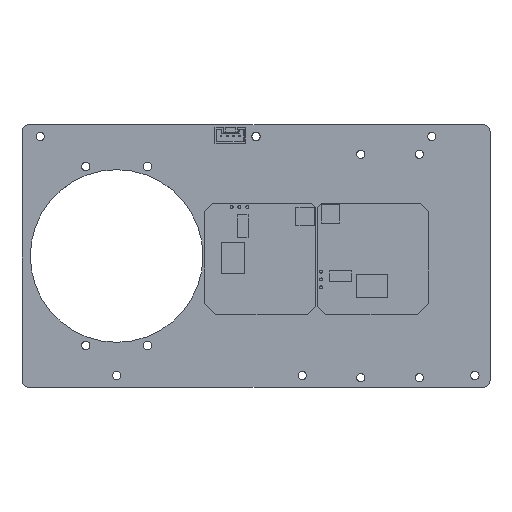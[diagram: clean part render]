
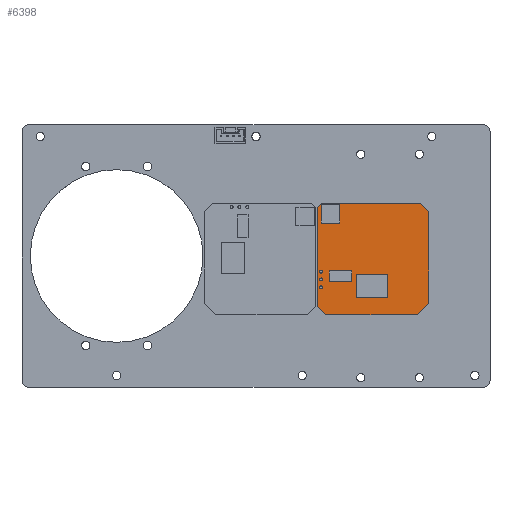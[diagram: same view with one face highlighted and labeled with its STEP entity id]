
A CAD part, top view. The second image highlights one B-rep face of the part: STEP entity #6398.
In plain terms, the highlighted planar face has unit normal (0, 0, 1).
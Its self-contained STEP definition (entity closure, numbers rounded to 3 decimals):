
#6141 = VERTEX_POINT('',#6142);
#6142 = CARTESIAN_POINT('',(-18.098,16.702,1.524));
#6148 = EDGE_CURVE('',#6141,#6149,#6151,.T.);
#6149 = VERTEX_POINT('',#6150);
#6150 = CARTESIAN_POINT('',(-16.702,18.098,1.524));
#6151 = LINE('',#6152,#6153);
#6152 = CARTESIAN_POINT('',(-18.098,16.702,1.524));
#6153 = VECTOR('',#6154,1.);
#6154 = DIRECTION('',(0.707,0.707,0.));
#6179 = EDGE_CURVE('',#6149,#6180,#6182,.T.);
#6180 = VERTEX_POINT('',#6181);
#6181 = CARTESIAN_POINT('',(15.431,18.098,1.524));
#6182 = LINE('',#6183,#6184);
#6183 = CARTESIAN_POINT('',(-16.702,18.098,1.524));
#6184 = VECTOR('',#6185,1.);
#6185 = DIRECTION('',(1.,0.,0.));
#6210 = EDGE_CURVE('',#6180,#6211,#6213,.T.);
#6211 = VERTEX_POINT('',#6212);
#6212 = CARTESIAN_POINT('',(18.098,15.431,1.524));
#6213 = LINE('',#6214,#6215);
#6214 = CARTESIAN_POINT('',(15.431,18.098,1.524));
#6215 = VECTOR('',#6216,1.);
#6216 = DIRECTION('',(0.707,-0.707,0.));
#6241 = EDGE_CURVE('',#6211,#6242,#6244,.T.);
#6242 = VERTEX_POINT('',#6243);
#6243 = CARTESIAN_POINT('',(18.098,-14.411,1.524));
#6244 = LINE('',#6245,#6246);
#6245 = CARTESIAN_POINT('',(18.098,15.431,1.524));
#6246 = VECTOR('',#6247,1.);
#6247 = DIRECTION('',(0.,-1.,0.));
#6272 = EDGE_CURVE('',#6242,#6273,#6275,.T.);
#6273 = VERTEX_POINT('',#6274);
#6274 = CARTESIAN_POINT('',(14.41,-18.098,1.524));
#6275 = LINE('',#6276,#6277);
#6276 = CARTESIAN_POINT('',(18.098,-14.411,1.524));
#6277 = VECTOR('',#6278,1.);
#6278 = DIRECTION('',(-0.707,-0.707,0.));
#6303 = EDGE_CURVE('',#6273,#6304,#6306,.T.);
#6304 = VERTEX_POINT('',#6305);
#6305 = CARTESIAN_POINT('',(-15.431,-18.098,1.524));
#6306 = LINE('',#6307,#6308);
#6307 = CARTESIAN_POINT('',(14.41,-18.098,1.524));
#6308 = VECTOR('',#6309,1.);
#6309 = DIRECTION('',(-1.,0.,0.));
#6334 = EDGE_CURVE('',#6304,#6335,#6337,.T.);
#6335 = VERTEX_POINT('',#6336);
#6336 = CARTESIAN_POINT('',(-18.098,-15.421,1.524));
#6337 = LINE('',#6338,#6339);
#6338 = CARTESIAN_POINT('',(-15.431,-18.098,1.524));
#6339 = VECTOR('',#6340,1.);
#6340 = DIRECTION('',(-0.706,0.708,0.));
#6365 = EDGE_CURVE('',#6335,#6141,#6366,.T.);
#6366 = LINE('',#6367,#6368);
#6367 = CARTESIAN_POINT('',(-18.098,-15.421,1.524));
#6368 = VECTOR('',#6369,1.);
#6369 = DIRECTION('',(0.,1.,0.));
#6398 = ADVANCED_FACE('',(#6399),#6409,.T.);
#6399 = FACE_BOUND('',#6400,.F.);
#6400 = EDGE_LOOP('',(#6401,#6402,#6403,#6404,#6405,#6406,#6407,#6408));
#6401 = ORIENTED_EDGE('',*,*,#6148,.T.);
#6402 = ORIENTED_EDGE('',*,*,#6179,.T.);
#6403 = ORIENTED_EDGE('',*,*,#6210,.T.);
#6404 = ORIENTED_EDGE('',*,*,#6241,.T.);
#6405 = ORIENTED_EDGE('',*,*,#6272,.T.);
#6406 = ORIENTED_EDGE('',*,*,#6303,.T.);
#6407 = ORIENTED_EDGE('',*,*,#6334,.T.);
#6408 = ORIENTED_EDGE('',*,*,#6365,.T.);
#6409 = PLANE('',#6410);
#6410 = AXIS2_PLACEMENT_3D('',#6411,#6412,#6413);
#6411 = CARTESIAN_POINT('',(-18.098,16.702,1.524));
#6412 = DIRECTION('',(0.,0.,1.));
#6413 = DIRECTION('',(1.,0.,0.));
